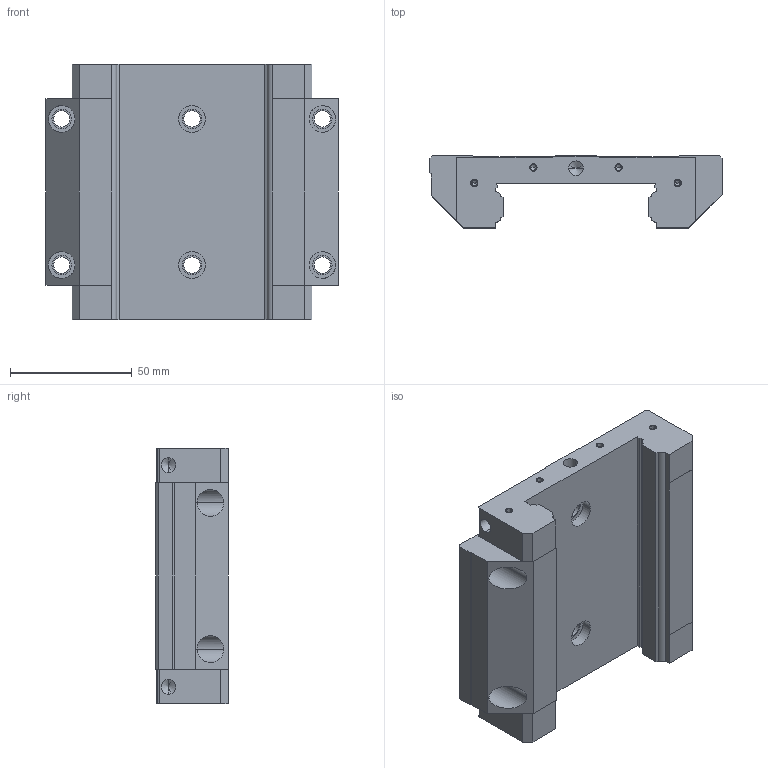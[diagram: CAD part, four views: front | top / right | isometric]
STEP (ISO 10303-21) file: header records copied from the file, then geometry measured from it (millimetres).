
FILE_DESCRIPTION((''),'2;1');
FILE_NAME('1671-2XX-2X','2011-03-03T',('dik1sw'),(''),'PRO/ENGINEER BY PARAMETRIC TECHNOLOGY CORPORATION, 2009380','PRO/ENGINEER BY PARAMETRIC TECHNOLOGY CORPORATION, 2009380','');
FILE_SCHEMA(('AUTOMOTIVE_DESIGN_CC2 { 1 2 10303 214 -1 1 5 2 }'));
Length unit declared in the file: millimetre
Products named in the file (1): 1671-2XX-2X
Bounding box: 120 x 29.75 x 105 mm (x, y, z)
Volume: 208744.9 mm3; surface area: 42771.1 mm2
Topology: 1 solids, 15 shells, 204 faces, 538 edges, 338 vertices
Faces by surface type: cylinder 92, plane 84, cone 28
Entity records: 7032 total; most frequent: CARTESIAN_POINT 1685, DIRECTION 1072, ORIENTED_EDGE 964, EDGE_CURVE 510, AXIS2_PLACEMENT_3D 381, VERTEX_POINT 338, VECTOR 310, LINE 310
